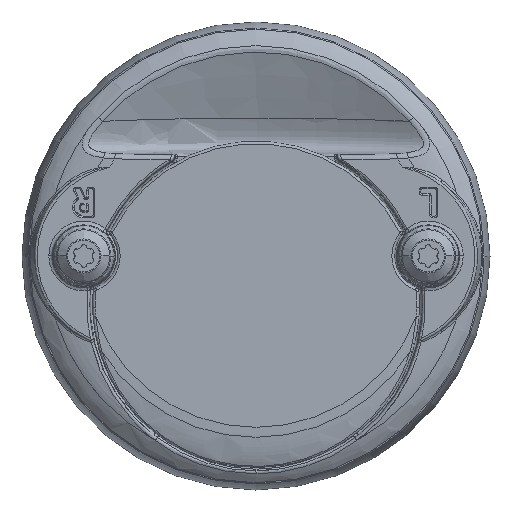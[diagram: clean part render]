
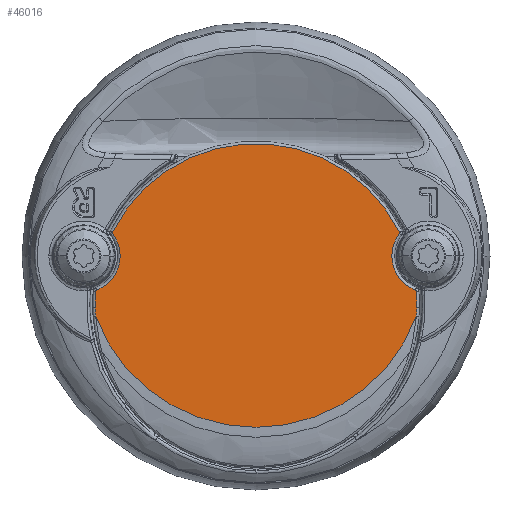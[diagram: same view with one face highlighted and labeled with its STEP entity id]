
A CAD part, front view. The second image highlights one B-rep face of the part: STEP entity #46016.
In plain terms, the highlighted planar face has unit normal (0, -1, 0).
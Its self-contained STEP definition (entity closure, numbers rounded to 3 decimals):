
#9709=CARTESIAN_POINT('',(0.,-5.1,-3.8));
#9710=DIRECTION('',(0.,1.,0.));
#9711=DIRECTION('',(-1.,0.,-0.02));
#9712=AXIS2_PLACEMENT_3D('',#9709,#9710,#9711);
#9717=CARTESIAN_POINT('',(-12.557,-5.1,-2.758));
#9718=CARTESIAN_POINT('',(-12.556,-5.1,-2.748));
#9719=CARTESIAN_POINT('',(-12.552,-5.1,-2.729));
#9720=CARTESIAN_POINT('',(-12.538,-5.1,-2.705));
#9721=CARTESIAN_POINT('',(-12.518,-5.1,-2.684));
#9722=CARTESIAN_POINT('',(-12.501,-5.1,-2.675));
#9723=CARTESIAN_POINT('',(-12.492,-5.1,-2.672));
#9728=CARTESIAN_POINT('',(-13.5,-5.1,0.));
#9729=DIRECTION('',(0.,1.,0.));
#9730=DIRECTION('',(0.789,0.,0.614));
#9731=AXIS2_PLACEMENT_3D('',#9728,#9729,#9730);
#9736=CARTESIAN_POINT('',(-11.247,-5.1,1.754));
#9737=CARTESIAN_POINT('',(-11.252,-5.1,1.761));
#9738=CARTESIAN_POINT('',(-11.262,-5.1,1.778));
#9739=CARTESIAN_POINT('',(-11.268,-5.1,1.806));
#9740=CARTESIAN_POINT('',(-11.267,-5.1,1.834));
#9741=CARTESIAN_POINT('',(-11.261,-5.1,1.852));
#9742=CARTESIAN_POINT('',(-11.257,-5.1,1.861));
#9747=CARTESIAN_POINT('',(0.,-5.1,-3.8));
#9748=DIRECTION('',(0.,1.,0.));
#9749=DIRECTION('',(-0.893,0.,0.449));
#9750=AXIS2_PLACEMENT_3D('',#9747,#9748,#9749);
#9755=CARTESIAN_POINT('',(11.257,-5.1,1.861));
#9756=CARTESIAN_POINT('',(11.261,-5.1,1.852));
#9757=CARTESIAN_POINT('',(11.267,-5.1,1.834));
#9758=CARTESIAN_POINT('',(11.268,-5.1,1.806));
#9759=CARTESIAN_POINT('',(11.262,-5.1,1.778));
#9760=CARTESIAN_POINT('',(11.252,-5.1,1.761));
#9761=CARTESIAN_POINT('',(11.247,-5.1,1.754));
#9766=CARTESIAN_POINT('',(13.5,-5.1,0.));
#9767=DIRECTION('',(0.,1.,0.));
#9768=DIRECTION('',(-0.353,0.,-0.936));
#9769=AXIS2_PLACEMENT_3D('',#9766,#9767,#9768);
#9774=CARTESIAN_POINT('',(12.492,-5.1,-2.672));
#9775=CARTESIAN_POINT('',(12.501,-5.1,-2.675));
#9776=CARTESIAN_POINT('',(12.518,-5.1,-2.684));
#9777=CARTESIAN_POINT('',(12.538,-5.1,-2.705));
#9778=CARTESIAN_POINT('',(12.552,-5.1,-2.729));
#9779=CARTESIAN_POINT('',(12.556,-5.1,-2.748));
#9780=CARTESIAN_POINT('',(12.557,-5.1,-2.758));
#9785=CARTESIAN_POINT('',(0.,-5.1,-3.8));
#9786=DIRECTION('',(0.,1.,0.));
#9787=DIRECTION('',(0.997,0.,0.083));
#9788=AXIS2_PLACEMENT_3D('',#9785,#9786,#9787);
#9793=CARTESIAN_POINT('',(-0.001,-5.1,
-3.8));
#9794=DIRECTION('',(0.,-1.,0.));
#9795=DIRECTION('',(0.997,0.,-0.073));
#9796=AXIS2_PLACEMENT_3D('',#9793,#9794,#9795);
#9801=CARTESIAN_POINT('',(0.,-5.1,0.));
#9802=DIRECTION('',(0.,-1.,0.));
#9803=DIRECTION('',(-0.936,0.,-0.352));
#9804=AXIS2_PLACEMENT_3D('',#9801,#9802,#9803);
#9809=CARTESIAN_POINT('',(0.003,-5.1,
-3.8));
#9810=DIRECTION('',(0.,-1.,0.));
#9811=DIRECTION('',(-1.,0.,-0.02));
#9812=AXIS2_PLACEMENT_3D('',#9809,#9810,#9811);
#9843=CARTESIAN_POINT('',(-12.557,-5.1,-2.758));
#10116=CARTESIAN_POINT('',(-12.492,-5.1,-2.672));
#10145=CARTESIAN_POINT('',(-11.247,-5.1,1.754));
#10771=CARTESIAN_POINT('',(11.247,-5.1,1.754));
#10773=VERTEX_POINT('',#10771);
#10775=CARTESIAN_POINT('',(12.492,-5.1,-2.672));
#10777=VERTEX_POINT('',#10775);
#10779=CARTESIAN_POINT('',(12.557,-5.1,-2.758));
#10781=VERTEX_POINT('',#10779);
#11409=CARTESIAN_POINT('',(11.257,-5.1,1.861));
#11410=VERTEX_POINT('',#11409);
#11413=CARTESIAN_POINT('',(-11.257,-5.1,1.861));
#11414=VERTEX_POINT('',#11413);
#11416=VERTEX_POINT('',#10145);
#11417=VERTEX_POINT('',#10116);
#11420=VERTEX_POINT('',#9843);
#11447=CARTESIAN_POINT('',(-12.598,-5.1,-4.051));
#11448=VERTEX_POINT('',#11447);
#11449=CARTESIAN_POINT('',(-12.566,-5.1,
-4.723));
#11450=VERTEX_POINT('',#11449);
#11451=CARTESIAN_POINT('',(12.598,-5.1,-4.051));
#11452=VERTEX_POINT('',#11451);
#11454=CARTESIAN_POINT('',(12.566,-5.1,
-4.723));
#11455=VERTEX_POINT('',#11454);
#45987=CARTESIAN_POINT('',(0.,-5.1,-2.306));
#45988=DIRECTION('',(0.,1.,0.));
#45989=DIRECTION('',(0.,0.,1.));
#45990=AXIS2_PLACEMENT_3D('',#45987,#45988,#45989);
#45991=PLANE('',#45990);
#45993=ORIENTED_EDGE('',*,*,#45992,.T.);
#45995=ORIENTED_EDGE('',*,*,#45994,.T.);
#45997=ORIENTED_EDGE('',*,*,#45996,.F.);
#45999=ORIENTED_EDGE('',*,*,#45998,.T.);
#46001=ORIENTED_EDGE('',*,*,#46000,.T.);
#46003=ORIENTED_EDGE('',*,*,#46002,.T.);
#46005=ORIENTED_EDGE('',*,*,#46004,.F.);
#46007=ORIENTED_EDGE('',*,*,#46006,.T.);
#46009=ORIENTED_EDGE('',*,*,#46008,.T.);
#46010=ORIENTED_EDGE('',*,*,#45977,.F.);
#46011=ORIENTED_EDGE('',*,*,#14700,.F.);
#46013=ORIENTED_EDGE('',*,*,#46012,.F.);
#46014=EDGE_LOOP('',(#45993,#45995,#45997,#45999,#46001,#46003,#46005,#46007,
#46009,#46010,#46011,#46013));
#46015=FACE_OUTER_BOUND('',#46014,.F.);
#46016=ADVANCED_FACE('',(#46015),#45991,.F.);
#9713=CIRCLE('',#9712,12.6);
#9724=B_SPLINE_CURVE_WITH_KNOTS('',3,(#9717,#9718,#9719,#9720,#9721,#9722,
#9723),.UNSPECIFIED.,.F.,.F.,(4,1,1,1,4),(0.,0.25,0.5,0.75,1.),
.UNSPECIFIED.);
#9732=CIRCLE('',#9731,2.855);
#9743=B_SPLINE_CURVE_WITH_KNOTS('',3,(#9736,#9737,#9738,#9739,#9740,#9741,
#9742),.UNSPECIFIED.,.F.,.F.,(4,1,1,1,4),(0.,0.25,0.5,0.75,1.),
.UNSPECIFIED.);
#9751=CIRCLE('',#9750,12.6);
#9762=B_SPLINE_CURVE_WITH_KNOTS('',3,(#9755,#9756,#9757,#9758,#9759,#9760,
#9761),.UNSPECIFIED.,.F.,.F.,(4,1,1,1,4),(0.,0.25,0.5,0.75,1.),
.UNSPECIFIED.);
#9770=CIRCLE('',#9769,2.855);
#9781=B_SPLINE_CURVE_WITH_KNOTS('',3,(#9774,#9775,#9776,#9777,#9778,#9779,
#9780),.UNSPECIFIED.,.F.,.F.,(4,1,1,1,4),(0.,0.25,0.5,0.75,1.),
.UNSPECIFIED.);
#9789=CIRCLE('',#9788,12.6);
#9797=CIRCLE('',#9796,12.601);
#9805=CIRCLE('',#9804,13.424);
#9813=CIRCLE('',#9812,12.603);
#14700=EDGE_CURVE('',#11450,#11455,#9805,.T.);
#45977=EDGE_CURVE('',#11455,#11452,#9797,.T.);
#45992=EDGE_CURVE('',#11448,#11420,#9713,.T.);
#45994=EDGE_CURVE('',#11420,#11417,#9724,.T.);
#45996=EDGE_CURVE('',#11416,#11417,#9732,.T.);
#45998=EDGE_CURVE('',#11416,#11414,#9743,.T.);
#46000=EDGE_CURVE('',#11414,#11410,#9751,.T.);
#46002=EDGE_CURVE('',#11410,#10773,#9762,.T.);
#46004=EDGE_CURVE('',#10777,#10773,#9770,.T.);
#46006=EDGE_CURVE('',#10777,#10781,#9781,.T.);
#46008=EDGE_CURVE('',#10781,#11452,#9789,.T.);
#46012=EDGE_CURVE('',#11448,#11450,#9813,.T.);
